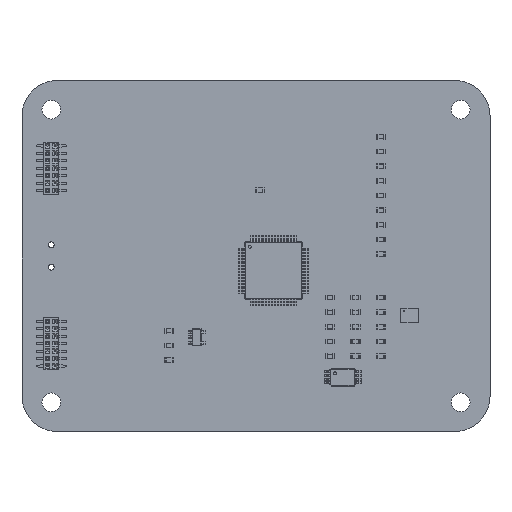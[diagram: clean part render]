
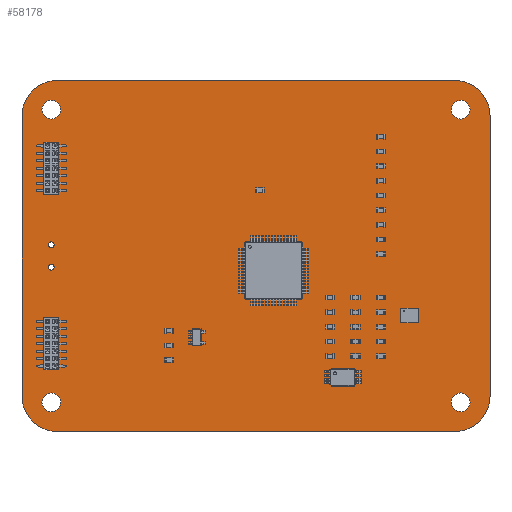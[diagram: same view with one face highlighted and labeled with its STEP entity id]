
A CAD part, top view. The second image highlights one B-rep face of the part: STEP entity #58178.
In plain terms, the highlighted planar face has unit normal (0, 0, 1).
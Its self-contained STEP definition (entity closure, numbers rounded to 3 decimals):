
#57963 = VERTEX_POINT('',#57964);
#57964 = CARTESIAN_POINT('',(142.,-52.,1.51));
#57970 = EDGE_CURVE('',#57963,#57971,#57973,.T.);
#57971 = VERTEX_POINT('',#57972);
#57972 = CARTESIAN_POINT('',(148.,-58.,1.51));
#57973 = CIRCLE('',#57974,6.);
#57974 = AXIS2_PLACEMENT_3D('',#57975,#57976,#57977);
#57975 = CARTESIAN_POINT('',(142.,-58.,1.51));
#57976 = DIRECTION('',(0.,0.,-1.));
#57977 = DIRECTION('',(0.,1.,0.));
#58005 = VERTEX_POINT('',#58006);
#58006 = CARTESIAN_POINT('',(74.,-52.,1.51));
#58012 = EDGE_CURVE('',#58005,#57963,#58013,.T.);
#58013 = LINE('',#58014,#58015);
#58014 = CARTESIAN_POINT('',(74.,-52.,1.51));
#58015 = VECTOR('',#58016,1.);
#58016 = DIRECTION('',(1.,0.,0.));
#58034 = EDGE_CURVE('',#57971,#58035,#58037,.T.);
#58035 = VERTEX_POINT('',#58036);
#58036 = CARTESIAN_POINT('',(148.,-106.,1.51));
#58037 = LINE('',#58038,#58039);
#58038 = CARTESIAN_POINT('',(148.,-58.,1.51));
#58039 = VECTOR('',#58040,1.);
#58040 = DIRECTION('',(0.,-1.,0.));
#58178 = ADVANCED_FACE('',(#58179,#58225,#58236,#58247,#58258,#58269,
    #58280),#58291,.T.);
#58179 = FACE_BOUND('',#58180,.T.);
#58180 = EDGE_LOOP('',(#58181,#58182,#58183,#58192,#58200,#58209,#58217,
    #58224));
#58181 = ORIENTED_EDGE('',*,*,#57970,.F.);
#58182 = ORIENTED_EDGE('',*,*,#58012,.F.);
#58183 = ORIENTED_EDGE('',*,*,#58184,.F.);
#58184 = EDGE_CURVE('',#58185,#58005,#58187,.T.);
#58185 = VERTEX_POINT('',#58186);
#58186 = CARTESIAN_POINT('',(68.,-58.,1.51));
#58187 = CIRCLE('',#58188,6.);
#58188 = AXIS2_PLACEMENT_3D('',#58189,#58190,#58191);
#58189 = CARTESIAN_POINT('',(74.,-58.,1.51));
#58190 = DIRECTION('',(0.,0.,-1.));
#58191 = DIRECTION('',(-1.,0.,-0.));
#58192 = ORIENTED_EDGE('',*,*,#58193,.F.);
#58193 = EDGE_CURVE('',#58194,#58185,#58196,.T.);
#58194 = VERTEX_POINT('',#58195);
#58195 = CARTESIAN_POINT('',(68.,-106.,1.51));
#58196 = LINE('',#58197,#58198);
#58197 = CARTESIAN_POINT('',(68.,-106.,1.51));
#58198 = VECTOR('',#58199,1.);
#58199 = DIRECTION('',(0.,1.,0.));
#58200 = ORIENTED_EDGE('',*,*,#58201,.F.);
#58201 = EDGE_CURVE('',#58202,#58194,#58204,.T.);
#58202 = VERTEX_POINT('',#58203);
#58203 = CARTESIAN_POINT('',(74.,-112.,1.51));
#58204 = CIRCLE('',#58205,6.);
#58205 = AXIS2_PLACEMENT_3D('',#58206,#58207,#58208);
#58206 = CARTESIAN_POINT('',(74.,-106.,1.51));
#58207 = DIRECTION('',(0.,0.,-1.));
#58208 = DIRECTION('',(0.,-1.,0.));
#58209 = ORIENTED_EDGE('',*,*,#58210,.F.);
#58210 = EDGE_CURVE('',#58211,#58202,#58213,.T.);
#58211 = VERTEX_POINT('',#58212);
#58212 = CARTESIAN_POINT('',(142.,-112.,1.51));
#58213 = LINE('',#58214,#58215);
#58214 = CARTESIAN_POINT('',(142.,-112.,1.51));
#58215 = VECTOR('',#58216,1.);
#58216 = DIRECTION('',(-1.,0.,0.));
#58217 = ORIENTED_EDGE('',*,*,#58218,.F.);
#58218 = EDGE_CURVE('',#58035,#58211,#58219,.T.);
#58219 = CIRCLE('',#58220,6.);
#58220 = AXIS2_PLACEMENT_3D('',#58221,#58222,#58223);
#58221 = CARTESIAN_POINT('',(142.,-106.,1.51));
#58222 = DIRECTION('',(0.,0.,-1.));
#58223 = DIRECTION('',(1.,0.,0.));
#58224 = ORIENTED_EDGE('',*,*,#58034,.F.);
#58225 = FACE_BOUND('',#58226,.T.);
#58226 = EDGE_LOOP('',(#58227));
#58227 = ORIENTED_EDGE('',*,*,#58228,.F.);
#58228 = EDGE_CURVE('',#58229,#58229,#58231,.T.);
#58229 = VERTEX_POINT('',#58230);
#58230 = CARTESIAN_POINT('',(74.6,-107.,1.51));
#58231 = CIRCLE('',#58232,1.6);
#58232 = AXIS2_PLACEMENT_3D('',#58233,#58234,#58235);
#58233 = CARTESIAN_POINT('',(73.,-107.,1.51));
#58234 = DIRECTION('',(0.,0.,1.));
#58235 = DIRECTION('',(1.,0.,-0.));
#58236 = FACE_BOUND('',#58237,.T.);
#58237 = EDGE_LOOP('',(#58238));
#58238 = ORIENTED_EDGE('',*,*,#58239,.T.);
#58239 = EDGE_CURVE('',#58240,#58240,#58242,.T.);
#58240 = VERTEX_POINT('',#58241);
#58241 = CARTESIAN_POINT('',(73.,-84.405,1.51));
#58242 = CIRCLE('',#58243,0.5);
#58243 = AXIS2_PLACEMENT_3D('',#58244,#58245,#58246);
#58244 = CARTESIAN_POINT('',(73.,-83.905,1.51));
#58245 = DIRECTION('',(-0.,0.,-1.));
#58246 = DIRECTION('',(-0.,-1.,0.));
#58247 = FACE_BOUND('',#58248,.T.);
#58248 = EDGE_LOOP('',(#58249));
#58249 = ORIENTED_EDGE('',*,*,#58250,.F.);
#58250 = EDGE_CURVE('',#58251,#58251,#58253,.T.);
#58251 = VERTEX_POINT('',#58252);
#58252 = CARTESIAN_POINT('',(144.6,-107.,1.51));
#58253 = CIRCLE('',#58254,1.6);
#58254 = AXIS2_PLACEMENT_3D('',#58255,#58256,#58257);
#58255 = CARTESIAN_POINT('',(143.,-107.,1.51));
#58256 = DIRECTION('',(0.,0.,1.));
#58257 = DIRECTION('',(1.,0.,-0.));
#58258 = FACE_BOUND('',#58259,.T.);
#58259 = EDGE_LOOP('',(#58260));
#58260 = ORIENTED_EDGE('',*,*,#58261,.T.);
#58261 = EDGE_CURVE('',#58262,#58262,#58264,.T.);
#58262 = VERTEX_POINT('',#58263);
#58263 = CARTESIAN_POINT('',(73.,-80.595,1.51));
#58264 = CIRCLE('',#58265,0.5);
#58265 = AXIS2_PLACEMENT_3D('',#58266,#58267,#58268);
#58266 = CARTESIAN_POINT('',(73.,-80.095,1.51));
#58267 = DIRECTION('',(-0.,0.,-1.));
#58268 = DIRECTION('',(-0.,-1.,0.));
#58269 = FACE_BOUND('',#58270,.T.);
#58270 = EDGE_LOOP('',(#58271));
#58271 = ORIENTED_EDGE('',*,*,#58272,.F.);
#58272 = EDGE_CURVE('',#58273,#58273,#58275,.T.);
#58273 = VERTEX_POINT('',#58274);
#58274 = CARTESIAN_POINT('',(74.6,-57.,1.51));
#58275 = CIRCLE('',#58276,1.6);
#58276 = AXIS2_PLACEMENT_3D('',#58277,#58278,#58279);
#58277 = CARTESIAN_POINT('',(73.,-57.,1.51));
#58278 = DIRECTION('',(0.,0.,1.));
#58279 = DIRECTION('',(1.,0.,-0.));
#58280 = FACE_BOUND('',#58281,.T.);
#58281 = EDGE_LOOP('',(#58282));
#58282 = ORIENTED_EDGE('',*,*,#58283,.F.);
#58283 = EDGE_CURVE('',#58284,#58284,#58286,.T.);
#58284 = VERTEX_POINT('',#58285);
#58285 = CARTESIAN_POINT('',(144.6,-57.,1.51));
#58286 = CIRCLE('',#58287,1.6);
#58287 = AXIS2_PLACEMENT_3D('',#58288,#58289,#58290);
#58288 = CARTESIAN_POINT('',(143.,-57.,1.51));
#58289 = DIRECTION('',(0.,0.,1.));
#58290 = DIRECTION('',(1.,0.,-0.));
#58291 = PLANE('',#58292);
#58292 = AXIS2_PLACEMENT_3D('',#58293,#58294,#58295);
#58293 = CARTESIAN_POINT('',(0.,0.,1.51));
#58294 = DIRECTION('',(0.,0.,1.));
#58295 = DIRECTION('',(1.,0.,-0.));
